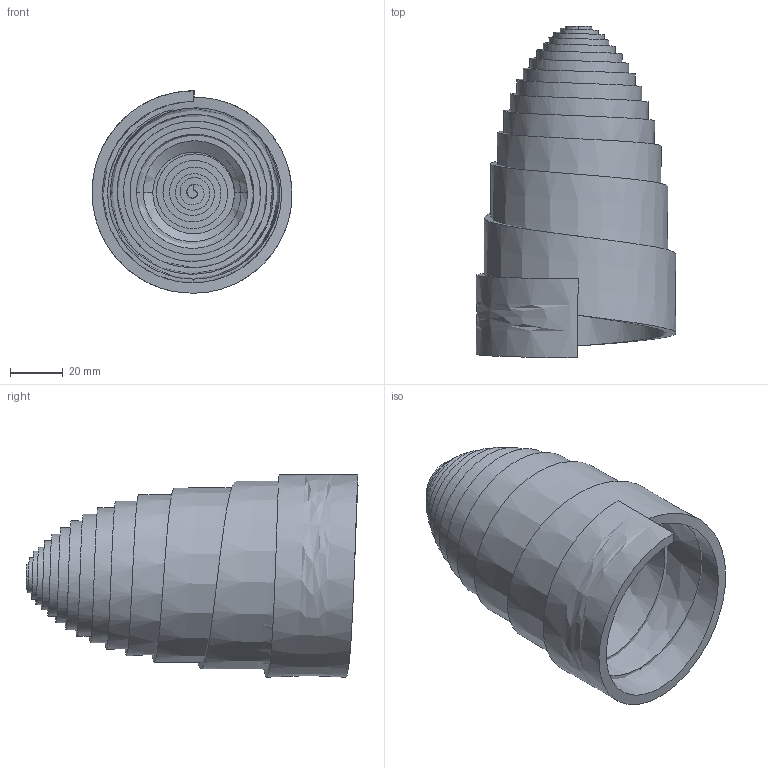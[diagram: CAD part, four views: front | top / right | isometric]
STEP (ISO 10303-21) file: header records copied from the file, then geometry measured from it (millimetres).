
FILE_DESCRIPTION (( 'STEP AP214' ), '1' );
FILE_NAME ('ruban vrai 4.STEP', '2017-02-23T16:08:14', ( '' ), ( '' ), 'SwSTEP 2.0', 'SolidWorks 2016', '' );
FILE_SCHEMA (( 'AUTOMOTIVE_DESIGN' ));
Length unit declared in the file: millimetre
Products named in the file (1): ruban vrai 4
Bounding box: 75.9 x 126.1 x 76.9 mm (x, y, z)
Surface area: 149871.1 mm2 (no closed solid volume)
Topology: 0 solids, 3 shells, 30 faces, 66 edges, 44 vertices
Faces by surface type: cylinder 12, bspline 9, plane 7, cone 2
Entity records: 9081 total; most frequent: CARTESIAN_POINT 8380, DIRECTION 138, ORIENTED_EDGE 132, EDGE_CURVE 66, AXIS2_PLACEMENT_3D 58, VERTEX_POINT 44, CIRCLE 36, EDGE_LOOP 34
